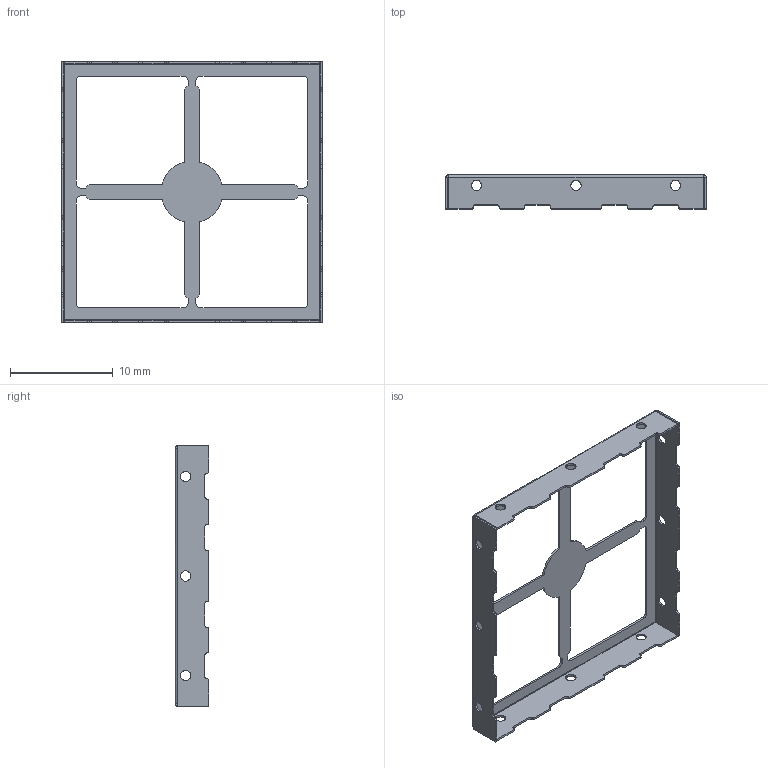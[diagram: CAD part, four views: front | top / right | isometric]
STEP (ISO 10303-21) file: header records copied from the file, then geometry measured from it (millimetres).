
FILE_DESCRIPTION (( 'STEP AP214' ), '1' );
FILE_NAME ('36103255S.STEP', '2018-11-13T14:01:35', ( '' ), ( '' ), 'SwSTEP 2.0', 'SolidWorks 2017', '' );
FILE_SCHEMA (( 'AUTOMOTIVE_DESIGN' ));
Length unit declared in the file: millimetre
Products named in the file (1): 36103255S
Bounding box: 25.4 x 3.3 x 25.4 mm (x, y, z)
Volume: 97.8 mm3; surface area: 1046 mm2
Topology: 1 solids, 1 shells, 246 faces, 700 edges, 456 vertices
Faces by surface type: cylinder 124, plane 106, bspline 16
Entity records: 8230 total; most frequent: CARTESIAN_POINT 1723, ORIENTED_EDGE 1400, DIRECTION 1314, EDGE_CURVE 700, AXIS2_PLACEMENT_3D 463, VERTEX_POINT 456, LINE 388, VECTOR 388
